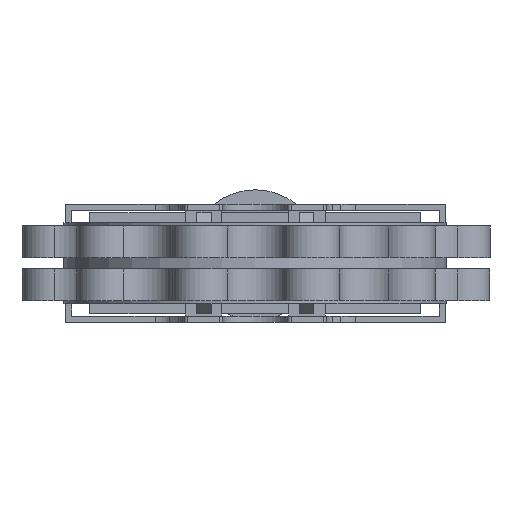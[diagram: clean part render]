
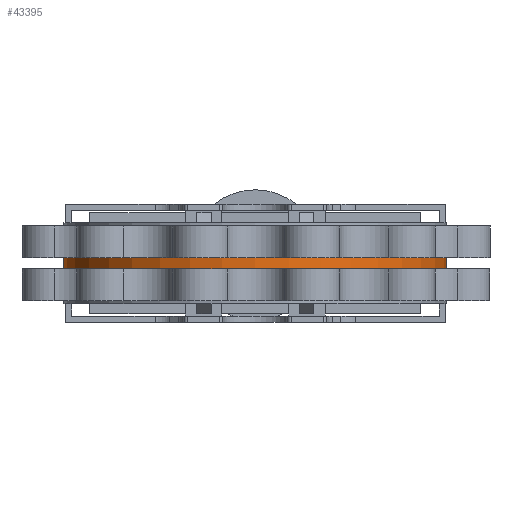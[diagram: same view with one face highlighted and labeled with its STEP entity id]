
A CAD part, front view. The second image highlights one B-rep face of the part: STEP entity #43395.
In plain terms, the highlighted cylindrical face has radius 185 mm (diameter 370 mm), a partial arc.
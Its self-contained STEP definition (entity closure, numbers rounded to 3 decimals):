
#336 = VERTEX_POINT ( 'NONE', #34311 ) ;
#1240 = CARTESIAN_POINT ( 'NONE',  ( -185., 0., 41.5 ) ) ;
#1242 = VERTEX_POINT ( 'NONE', #1240 ) ;
#2352 = CIRCLE ( 'NONE', #20170, 185. ) ;
#2446 = ORIENTED_EDGE ( 'NONE', *, *, #3917, .F. ) ;
#3245 = DIRECTION ( 'NONE',  ( 0., 0., 1. ) ) ;
#3430 = LINE ( 'NONE', #40638, #42538 ) ;
#3917 = EDGE_CURVE ( 'NONE', #14388, #27262, #35017, .T. ) ;
#4274 = DIRECTION ( 'NONE',  ( 0., 0., -1. ) ) ;
#4477 = DIRECTION ( 'NONE',  ( 0., 0., 1. ) ) ;
#9047 = EDGE_CURVE ( 'NONE', #1242, #14388, #13947, .T. ) ;
#13947 = CIRCLE ( 'NONE', #31566, 185. ) ;
#14388 = VERTEX_POINT ( 'NONE', #21207 ) ;
#15406 = CARTESIAN_POINT ( 'NONE',  ( 185., 0., 30.5 ) ) ;
#18329 = CARTESIAN_POINT ( 'NONE',  ( 0., 0., 30.5 ) ) ;
#20170 = AXIS2_PLACEMENT_3D ( 'NONE', #18329, #3245, #37933 ) ;
#20386 = DIRECTION ( 'NONE',  ( -1., 0., 0. ) ) ;
#21207 = CARTESIAN_POINT ( 'NONE',  ( 185., 0., 41.5 ) ) ;
#21329 = EDGE_CURVE ( 'NONE', #336, #27262, #2352, .T. ) ;
#21384 = EDGE_LOOP ( 'NONE', ( #2446, #40679, #27325, #22475 ) ) ;
#22475 = ORIENTED_EDGE ( 'NONE', *, *, #21329, .T. ) ;
#23660 = CYLINDRICAL_SURFACE ( 'NONE', #28249, 185. ) ;
#24669 = VECTOR ( 'NONE', #27633, 1000. ) ;
#24971 = DIRECTION ( 'NONE',  ( 0., 0., -1. ) ) ;
#27262 = VERTEX_POINT ( 'NONE', #15406 ) ;
#27325 = ORIENTED_EDGE ( 'NONE', *, *, #44798, .T. ) ;
#27633 = DIRECTION ( 'NONE',  ( 0., 0., -1. ) ) ;
#28249 = AXIS2_PLACEMENT_3D ( 'NONE', #47840, #4274, #20386 ) ;
#31566 = AXIS2_PLACEMENT_3D ( 'NONE', #35882, #4477, #47360 ) ;
#34311 = CARTESIAN_POINT ( 'NONE',  ( -185., 0., 30.5 ) ) ;
#35017 = LINE ( 'NONE', #35263, #24669 ) ;
#35207 = FACE_OUTER_BOUND ( 'NONE', #21384, .T. ) ;
#35263 = CARTESIAN_POINT ( 'NONE',  ( 185., 0., 41.5 ) ) ;
#35882 = CARTESIAN_POINT ( 'NONE',  ( 0., 0., 41.5 ) ) ;
#37933 = DIRECTION ( 'NONE',  ( 1., 0., 0. ) ) ;
#40638 = CARTESIAN_POINT ( 'NONE',  ( -185., 0., 41.5 ) ) ;
#40679 = ORIENTED_EDGE ( 'NONE', *, *, #9047, .F. ) ;
#42538 = VECTOR ( 'NONE', #24971, 1000. ) ;
#43395 = ADVANCED_FACE ( 'NONE', ( #35207 ), #23660, .T. ) ;
#44798 = EDGE_CURVE ( 'NONE', #1242, #336, #3430, .T. ) ;
#47360 = DIRECTION ( 'NONE',  ( 1., 0., 0. ) ) ;
#47840 = CARTESIAN_POINT ( 'NONE',  ( 0., 0., 41.5 ) ) ;
